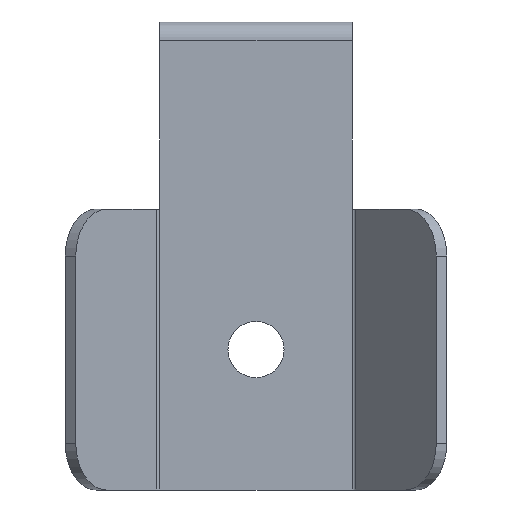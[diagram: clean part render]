
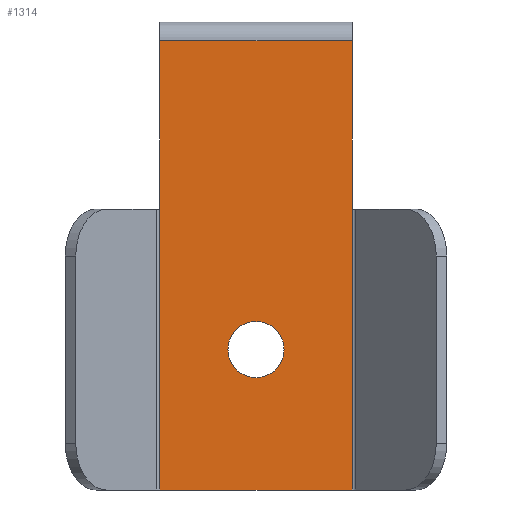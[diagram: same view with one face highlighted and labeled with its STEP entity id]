
A CAD part, front view. The second image highlights one B-rep face of the part: STEP entity #1314.
In plain terms, the highlighted planar face has unit normal (0, -1, 0).
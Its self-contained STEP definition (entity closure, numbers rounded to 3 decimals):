
#5 = ORIENTED_EDGE ( 'NONE', *, *, #1296, .F. ) ;
#6 = EDGE_CURVE ( 'NONE', #31, #1313, #377, .T. ) ;
#7 = ORIENTED_EDGE ( 'NONE', *, *, #6, .F. ) ;
#10 = VERTEX_POINT ( 'NONE', #519 ) ;
#16 = EDGE_LOOP ( 'NONE', ( #43, #41 ) ) ;
#26 = EDGE_CURVE ( 'NONE', #46, #31, #561, .T. ) ;
#31 = VERTEX_POINT ( 'NONE', #558 ) ;
#32 = EDGE_CURVE ( 'NONE', #10, #883, #544, .T. ) ;
#33 = ORIENTED_EDGE ( 'NONE', *, *, #35, .T. ) ;
#34 = ORIENTED_EDGE ( 'NONE', *, *, #1284, .T. ) ;
#35 = EDGE_CURVE ( 'NONE', #39, #10, #548, .T. ) ;
#36 = ORIENTED_EDGE ( 'NONE', *, *, #32, .T. ) ;
#39 = VERTEX_POINT ( 'NONE', #456 ) ;
#40 = ORIENTED_EDGE ( 'NONE', *, *, #26, .F. ) ;
#41 = ORIENTED_EDGE ( 'NONE', *, *, #1282, .F. ) ;
#42 = EDGE_LOOP ( 'NONE', ( #40, #34, #33, #36, #5, #7 ) ) ;
#43 = ORIENTED_EDGE ( 'NONE', *, *, #1297, .F. ) ;
#46 = VERTEX_POINT ( 'NONE', #549 ) ;
#374 = CARTESIAN_POINT ( 'NONE',  ( 20.546, 20., 60. ) ) ;
#376 = VECTOR ( 'NONE', #509, 1000. ) ;
#377 = LINE ( 'NONE', #374, #376 ) ;
#455 = DIRECTION ( 'NONE',  ( 0., 0., -1. ) ) ;
#456 = CARTESIAN_POINT ( 'NONE',  ( -20.546, 20., 96. ) ) ;
#509 = DIRECTION ( 'NONE',  ( 0., 0., -1. ) ) ;
#519 = CARTESIAN_POINT ( 'NONE',  ( -20.546, 20., 60. ) ) ;
#540 = CARTESIAN_POINT ( 'NONE',  ( -20.546, 20., 100. ) ) ;
#541 = DIRECTION ( 'NONE',  ( 0., 0., -1. ) ) ;
#542 = VECTOR ( 'NONE', #541, 1000. ) ;
#543 = CARTESIAN_POINT ( 'NONE',  ( -20.546, 20., 60. ) ) ;
#544 = LINE ( 'NONE', #543, #542 ) ;
#548 = LINE ( 'NONE', #540, #559 ) ;
#549 = CARTESIAN_POINT ( 'NONE',  ( 20.546, 20., 96. ) ) ;
#551 = DIRECTION ( 'NONE',  ( 0., 0., -1. ) ) ;
#552 = VECTOR ( 'NONE', #551, 1000. ) ;
#558 = CARTESIAN_POINT ( 'NONE',  ( 20.546, 20., 60. ) ) ;
#559 = VECTOR ( 'NONE', #455, 1000. ) ;
#560 = CARTESIAN_POINT ( 'NONE',  ( 20.546, 20., 100. ) ) ;
#561 = LINE ( 'NONE', #560, #552 ) ;
#882 = VERTEX_POINT ( 'NONE', #1104 ) ;
#883 = VERTEX_POINT ( 'NONE', #1033 ) ;
#963 = CARTESIAN_POINT ( 'NONE',  ( 0., 20., 36. ) ) ;
#967 = AXIS2_PLACEMENT_3D ( 'NONE', #1054, #1053, #1082 ) ;
#992 = AXIS2_PLACEMENT_3D ( 'NONE', #1051, #1050, #1049 ) ;
#1001 = CIRCLE ( 'NONE', #992, 6. ) ;
#1033 = CARTESIAN_POINT ( 'NONE',  ( -20.546, 20., 0. ) ) ;
#1045 = CARTESIAN_POINT ( 'NONE',  ( 20.546, 20., 96. ) ) ;
#1046 = LINE ( 'NONE', #1045, #1123 ) ;
#1049 = DIRECTION ( 'NONE',  ( 0., 0., -1. ) ) ;
#1050 = DIRECTION ( 'NONE',  ( 0., -1., 0. ) ) ;
#1051 = CARTESIAN_POINT ( 'NONE',  ( 0., 20., 30. ) ) ;
#1053 = DIRECTION ( 'NONE',  ( 0., -1., 0. ) ) ;
#1054 = CARTESIAN_POINT ( 'NONE',  ( 0., 20., 30. ) ) ;
#1055 = DIRECTION ( 'NONE',  ( -1., 0., 0. ) ) ;
#1056 = VECTOR ( 'NONE', #1055, 1000. ) ;
#1057 = LINE ( 'NONE', #1118, #1056 ) ;
#1082 = DIRECTION ( 'NONE',  ( 0., 0., -1. ) ) ;
#1104 = CARTESIAN_POINT ( 'NONE',  ( 0., 20., 24. ) ) ;
#1112 = CIRCLE ( 'NONE', #967, 6. ) ;
#1118 = CARTESIAN_POINT ( 'NONE',  ( -21., 20., 0. ) ) ;
#1122 = DIRECTION ( 'NONE',  ( -1., 0., 0. ) ) ;
#1123 = VECTOR ( 'NONE', #1122, 1000. ) ;
#1152 = AXIS2_PLACEMENT_3D ( 'NONE', #1153, #1201, #1200 ) ;
#1153 = CARTESIAN_POINT ( 'NONE',  ( -21., 20., 60. ) ) ;
#1165 = PLANE ( 'NONE',  #1152 ) ;
#1166 = CARTESIAN_POINT ( 'NONE',  ( 20.546, 20., 0. ) ) ;
#1195 = FACE_BOUND ( 'NONE', #16, .T. ) ;
#1197 = FACE_OUTER_BOUND ( 'NONE', #42, .T. ) ;
#1200 = DIRECTION ( 'NONE',  ( 0., 0., -1. ) ) ;
#1201 = DIRECTION ( 'NONE',  ( 0., -1., 0. ) ) ;
#1282 = EDGE_CURVE ( 'NONE', #882, #1295, #1001, .T. ) ;
#1284 = EDGE_CURVE ( 'NONE', #46, #39, #1046, .T. ) ;
#1295 = VERTEX_POINT ( 'NONE', #963 ) ;
#1296 = EDGE_CURVE ( 'NONE', #1313, #883, #1057, .T. ) ;
#1297 = EDGE_CURVE ( 'NONE', #1295, #882, #1112, .T. ) ;
#1313 = VERTEX_POINT ( 'NONE', #1166 ) ;
#1314 = ADVANCED_FACE ( 'NONE', ( #1195, #1197 ), #1165, .T. ) ;
